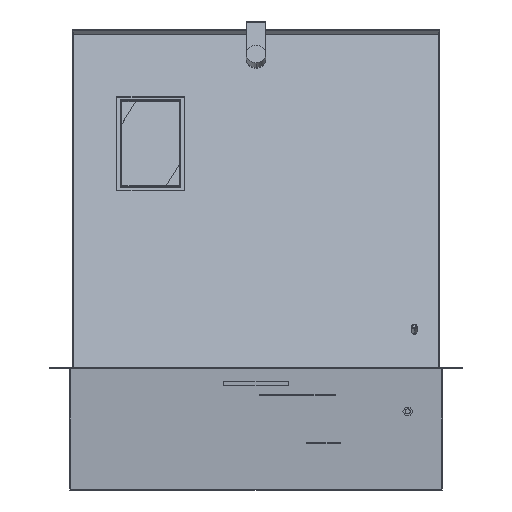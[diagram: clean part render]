
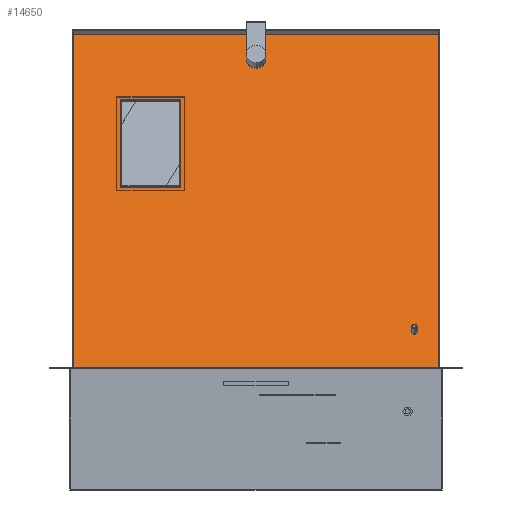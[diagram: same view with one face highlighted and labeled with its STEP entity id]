
A CAD part, left-side view. The second image highlights one B-rep face of the part: STEP entity #14650.
In plain terms, the highlighted face is planar.
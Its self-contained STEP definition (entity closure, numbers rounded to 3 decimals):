
#138 = LINE ( 'NONE', #13246, #16194 ) ;
#382 = DIRECTION ( 'NONE',  ( 1., 0., 0. ) ) ;
#563 = EDGE_CURVE ( 'NONE', #7029, #11550, #1496, .T. ) ;
#643 = CARTESIAN_POINT ( 'NONE',  ( 155., -188., -1. ) ) ;
#775 = VERTEX_POINT ( 'NONE', #7140 ) ;
#983 = DIRECTION ( 'NONE',  ( 1., 0., 0. ) ) ;
#1079 = CARTESIAN_POINT ( 'NONE',  ( -217., 217., -1. ) ) ;
#1133 = VERTEX_POINT ( 'NONE', #12200 ) ;
#1178 = DIRECTION ( 'NONE',  ( 0., 0., 1. ) ) ;
#1496 = LINE ( 'NONE', #7026, #10949 ) ;
#1557 = EDGE_LOOP ( 'NONE', ( #9480, #13145 ) ) ;
#1928 = CARTESIAN_POINT ( 'NONE',  ( -135., 161., -1. ) ) ;
#2004 = DIRECTION ( 'NONE',  ( 0., -1., 0. ) ) ;
#2128 = AXIS2_PLACEMENT_3D ( 'NONE', #13196, #15313, #6921 ) ;
#2280 = AXIS2_PLACEMENT_3D ( 'NONE', #3663, #7376, #8923 ) ;
#2289 = EDGE_CURVE ( 'NONE', #775, #10425, #7857, .T. ) ;
#2370 = EDGE_CURVE ( 'NONE', #11699, #10488, #14921, .T. ) ;
#2439 = EDGE_CURVE ( 'NONE', #14479, #775, #8384, .T. ) ;
#2492 = VECTOR ( 'NONE', #7389, 1000. ) ;
#2559 = LINE ( 'NONE', #11694, #4861 ) ;
#2593 = VERTEX_POINT ( 'NONE', #6050 ) ;
#2840 = CARTESIAN_POINT ( 'NONE',  ( 0., 0., -1. ) ) ;
#3080 = EDGE_CURVE ( 'NONE', #10425, #1133, #4329, .T. ) ;
#3089 = DIRECTION ( 'NONE',  ( 0., 0., -1. ) ) ;
#3347 = EDGE_LOOP ( 'NONE', ( #11233, #16256, #15195, #14169 ) ) ;
#3492 = CARTESIAN_POINT ( 'NONE',  ( -25., 89., -1. ) ) ;
#3634 = DIRECTION ( 'NONE',  ( -1., 0., 0. ) ) ;
#3663 = CARTESIAN_POINT ( 'NONE',  ( -187., 0., -1. ) ) ;
#3674 = CIRCLE ( 'NONE', #14852, 3. ) ;
#3742 = CARTESIAN_POINT ( 'NONE',  ( -175.5, 0., -1. ) ) ;
#3798 = DIRECTION ( 'NONE',  ( 1., 0., 0. ) ) ;
#3887 = FACE_BOUND ( 'NONE', #1557, .T. ) ;
#3892 = CARTESIAN_POINT ( 'NONE',  ( 0., 161., -1. ) ) ;
#3935 = ORIENTED_EDGE ( 'NONE', *, *, #2289, .T. ) ;
#4015 = CARTESIAN_POINT ( 'NONE',  ( 217., -217., -1. ) ) ;
#4072 = VERTEX_POINT ( 'NONE', #643 ) ;
#4159 = ORIENTED_EDGE ( 'NONE', *, *, #2439, .T. ) ;
#4329 = LINE ( 'NONE', #15106, #14289 ) ;
#4861 = VECTOR ( 'NONE', #983, 1000. ) ;
#5357 = CARTESIAN_POINT ( 'NONE',  ( -198.5, 0., -1. ) ) ;
#5376 = AXIS2_PLACEMENT_3D ( 'NONE', #2840, #11970, #14911 ) ;
#5679 = DIRECTION ( 'NONE',  ( 0., 1., 0. ) ) ;
#6004 = EDGE_LOOP ( 'NONE', ( #14152, #6551 ) ) ;
#6050 = CARTESIAN_POINT ( 'NONE',  ( -217., -217., -1. ) ) ;
#6278 = FACE_OUTER_BOUND ( 'NONE', #3347, .T. ) ;
#6551 = ORIENTED_EDGE ( 'NONE', *, *, #11456, .F. ) ;
#6776 = ORIENTED_EDGE ( 'NONE', *, *, #3080, .T. ) ;
#6921 = DIRECTION ( 'NONE',  ( 1., 0., 0. ) ) ;
#6977 = DIRECTION ( 'NONE',  ( 0., -1., 0. ) ) ;
#7016 = VECTOR ( 'NONE', #3634, 1000. ) ;
#7026 = CARTESIAN_POINT ( 'NONE',  ( 217., 0., -1. ) ) ;
#7029 = VERTEX_POINT ( 'NONE', #4015 ) ;
#7140 = CARTESIAN_POINT ( 'NONE',  ( -25., 161., -1. ) ) ;
#7376 = DIRECTION ( 'NONE',  ( 0., 0., 1. ) ) ;
#7389 = DIRECTION ( 'NONE',  ( 0., 1., 0. ) ) ;
#7857 = LINE ( 'NONE', #3892, #7016 ) ;
#8341 = VECTOR ( 'NONE', #15373, 1000. ) ;
#8384 = LINE ( 'NONE', #14443, #2492 ) ;
#8626 = PLANE ( 'NONE',  #5376 ) ;
#8923 = DIRECTION ( 'NONE',  ( 1., 0., 0. ) ) ;
#9237 = ORIENTED_EDGE ( 'NONE', *, *, #13401, .T. ) ;
#9480 = ORIENTED_EDGE ( 'NONE', *, *, #16149, .T. ) ;
#9922 = DIRECTION ( 'NONE',  ( 1., 0., 0. ) ) ;
#10407 = CIRCLE ( 'NONE', #15041, 11.5 ) ;
#10425 = VERTEX_POINT ( 'NONE', #1928 ) ;
#10488 = VERTEX_POINT ( 'NONE', #3742 ) ;
#10628 = EDGE_CURVE ( 'NONE', #11550, #12346, #12729, .T. ) ;
#10949 = VECTOR ( 'NONE', #5679, 1000. ) ;
#10991 = CARTESIAN_POINT ( 'NONE',  ( 161., -188., -1. ) ) ;
#11233 = ORIENTED_EDGE ( 'NONE', *, *, #11849, .F. ) ;
#11366 = CARTESIAN_POINT ( 'NONE',  ( -187., 0., -1. ) ) ;
#11456 = EDGE_CURVE ( 'NONE', #4072, #14742, #15093, .T. ) ;
#11550 = VERTEX_POINT ( 'NONE', #11583 ) ;
#11583 = CARTESIAN_POINT ( 'NONE',  ( 217., 217., -1. ) ) ;
#11661 = EDGE_LOOP ( 'NONE', ( #3935, #6776, #9237, #4159 ) ) ;
#11694 = CARTESIAN_POINT ( 'NONE',  ( 0., -217., -1. ) ) ;
#11699 = VERTEX_POINT ( 'NONE', #5357 ) ;
#11849 = EDGE_CURVE ( 'NONE', #12346, #2593, #138, .T. ) ;
#11967 = VECTOR ( 'NONE', #3798, 1000. ) ;
#11970 = DIRECTION ( 'NONE',  ( 0., 0., 1. ) ) ;
#12009 = FACE_BOUND ( 'NONE', #11661, .T. ) ;
#12200 = CARTESIAN_POINT ( 'NONE',  ( -135., 89., -1. ) ) ;
#12346 = VERTEX_POINT ( 'NONE', #1079 ) ;
#12729 = LINE ( 'NONE', #14574, #8341 ) ;
#13145 = ORIENTED_EDGE ( 'NONE', *, *, #2370, .T. ) ;
#13196 = CARTESIAN_POINT ( 'NONE',  ( 158., -188., -1. ) ) ;
#13246 = CARTESIAN_POINT ( 'NONE',  ( -217., 0., -1. ) ) ;
#13296 = CARTESIAN_POINT ( 'NONE',  ( 158., -188., -1. ) ) ;
#13401 = EDGE_CURVE ( 'NONE', #1133, #14479, #15885, .T. ) ;
#13668 = EDGE_CURVE ( 'NONE', #14742, #4072, #3674, .T. ) ;
#14152 = ORIENTED_EDGE ( 'NONE', *, *, #13668, .F. ) ;
#14169 = ORIENTED_EDGE ( 'NONE', *, *, #14246, .F. ) ;
#14246 = EDGE_CURVE ( 'NONE', #2593, #7029, #2559, .T. ) ;
#14289 = VECTOR ( 'NONE', #6977, 1000. ) ;
#14443 = CARTESIAN_POINT ( 'NONE',  ( -25., 0., -1. ) ) ;
#14479 = VERTEX_POINT ( 'NONE', #3492 ) ;
#14574 = CARTESIAN_POINT ( 'NONE',  ( 0., 217., -1. ) ) ;
#14650 = ADVANCED_FACE ( 'NONE', ( #12009, #3887, #6278, #14948 ), #8626, .F. ) ;
#14742 = VERTEX_POINT ( 'NONE', #10991 ) ;
#14852 = AXIS2_PLACEMENT_3D ( 'NONE', #13296, #3089, #9922 ) ;
#14911 = DIRECTION ( 'NONE',  ( 1., 0., 0. ) ) ;
#14921 = CIRCLE ( 'NONE', #2280, 11.5 ) ;
#14948 = FACE_BOUND ( 'NONE', #6004, .T. ) ;
#15041 = AXIS2_PLACEMENT_3D ( 'NONE', #11366, #1178, #382 ) ;
#15093 = CIRCLE ( 'NONE', #2128, 3. ) ;
#15106 = CARTESIAN_POINT ( 'NONE',  ( -135., 0., -1. ) ) ;
#15195 = ORIENTED_EDGE ( 'NONE', *, *, #563, .F. ) ;
#15313 = DIRECTION ( 'NONE',  ( 0., 0., -1. ) ) ;
#15373 = DIRECTION ( 'NONE',  ( -1., 0., 0. ) ) ;
#15376 = CARTESIAN_POINT ( 'NONE',  ( 0., 89., -1. ) ) ;
#15885 = LINE ( 'NONE', #15376, #11967 ) ;
#16149 = EDGE_CURVE ( 'NONE', #10488, #11699, #10407, .T. ) ;
#16194 = VECTOR ( 'NONE', #2004, 1000. ) ;
#16256 = ORIENTED_EDGE ( 'NONE', *, *, #10628, .F. ) ;
